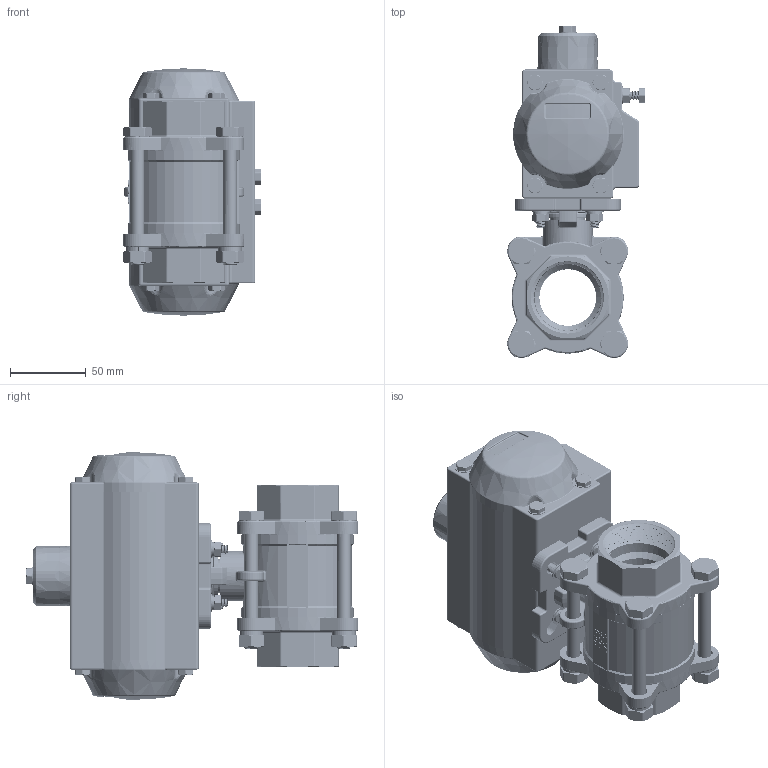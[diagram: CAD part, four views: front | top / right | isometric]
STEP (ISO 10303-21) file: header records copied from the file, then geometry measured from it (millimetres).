
FILE_DESCRIPTION (( 'STEP AP214' ), '1' );
FILE_NAME ('KD1-1-2.STEP', '2019-02-12T00:14:42', ( '' ), ( '' ), 'SwSTEP 2.0', 'SolidWorks 2016', '' );
FILE_SCHEMA (( 'AUTOMOTIVE_DESIGN' ));
Length unit declared in the file: millimetre
Products named in the file (1): KD1-1-2
Bounding box: 91.06 x 218.74 x 163 mm (x, y, z)
Volume: 1243948.2 mm3; surface area: 250650 mm2
Topology: 59 solids, 59 shells, 3215 faces, 8286 edges, 5201 vertices
Faces by surface type: cylinder 1392, plane 717, cone 436, bspline 431, torus 205, sphere 34
Entity records: 256825 total; most frequent: CARTESIAN_POINT 151243, ORIENTED_EDGE 16446, DIRECTION 12435, EDGE_CURVE 8223, VERTEX_POINT 5200, AXIS2_PLACEMENT_3D 4829, EDGE_LOOP 3381, UNCERTAINTY_MEASURE_WITH_UNIT 3276
